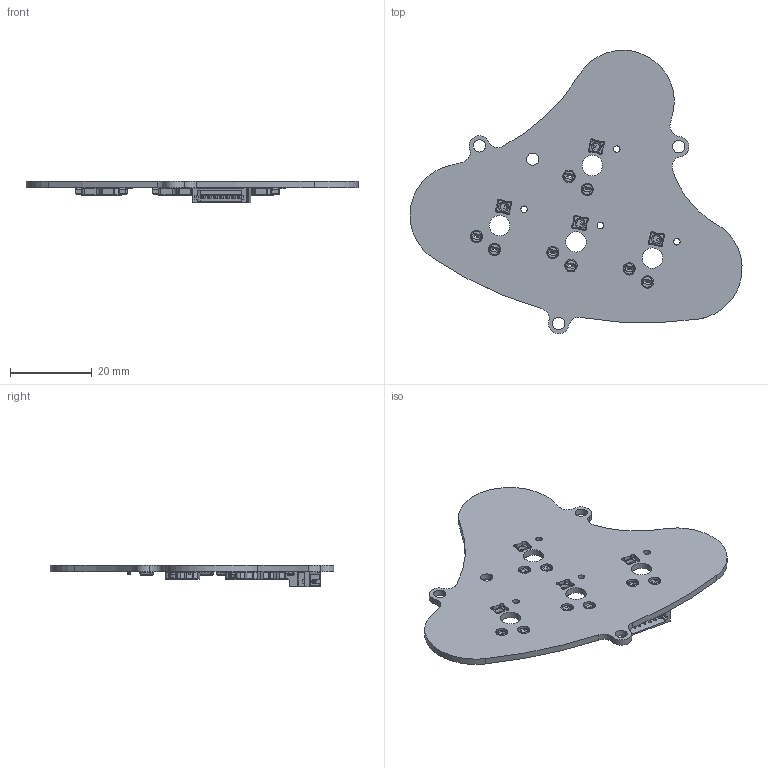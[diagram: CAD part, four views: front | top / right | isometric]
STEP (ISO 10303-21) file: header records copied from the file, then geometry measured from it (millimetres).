
FILE_DESCRIPTION(('KiCad electronic assembly'),'2;1');
FILE_NAME('wasd.step','2025-02-11T18:53:16',('Pcbnew'),('Kicad'), 'Open CASCADE STEP processor 7.8','KiCad to STEP converter','Unknown' );
FILE_SCHEMA(('AUTOMOTIVE_DESIGN { 1 0 10303 214 1 1 1 1 }'));
Length unit declared in the file: millimetre
Products named in the file (10): wasd 1; HS_CPG135001S30_Choc; HS_Kailh_Choc v4; LED_SK6812MINI-E; LED_SK6812MINI-E v2; C_0402_1005Metric; CONN-SMD_S7B-ZR-SM4A-TF-LF-SN; _autosave-wasd-m_PCB
Assembly tree (18 placements, depth 3):
  wasd 1
    HS_CPG135001S30_Choc  x4
      HS_Kailh_Choc v4
    LED_SK6812MINI-E  x4
      LED_SK6812MINI-E v2
    C_0402_1005Metric  x4
      C_0402_1005Metric
    CONN-SMD_S7B-ZR-SM4A-TF-LF-SN
      CONN-SMD_S7B-ZR-SM4A-TF-LF-SN
    _autosave-wasd-m_PCB
Bounding box: 80.98 x 69.15 x 5.25 mm (x, y, z)
Volume: 5540.4 mm3; surface area: 8822.8 mm2
Topology: 38 solids, 38 shells, 2297 faces, 5734 edges, 3578 vertices
Faces by surface type: plane 1241, cylinder 615, bspline 250, cone 76, torus 63, sphere 52
Full cylindrical faces by diameter (mm): 1.6 x4, 2.9 x8, 3 x12, 5 x4
Entity records: 33345 total; most frequent: CARTESIAN_POINT 7323, ORIENTED_EDGE 4940, DIRECTION 4432, EDGE_CURVE 2470, LINE 1622, VECTOR 1622, VERTEX_POINT 1580, AXIS2_PLACEMENT_3D 1405
